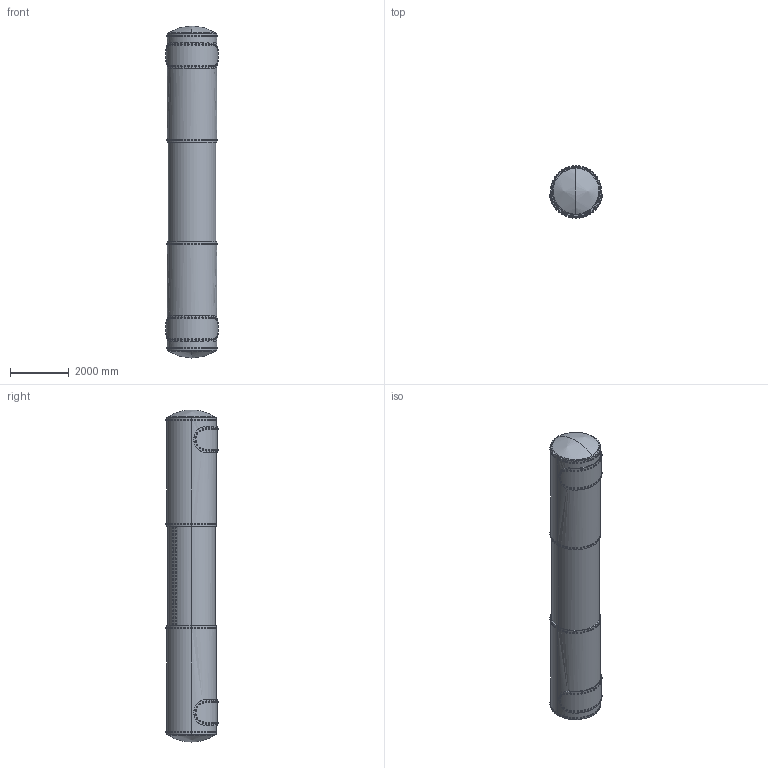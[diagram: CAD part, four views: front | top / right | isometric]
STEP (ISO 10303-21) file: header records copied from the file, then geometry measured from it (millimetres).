
FILE_DESCRIPTION(('FreeCAD Model'),'2;1');
FILE_NAME('Open CASCADE Shape Model','2025-05-03T09:22:39',('FreeCAD'),( 'FreeCAD'),'Open CASCADE STEP processor 7.6','FreeCAD','Unknown');
FILE_SCHEMA(('AUTOMOTIVE_DESIGN { 1 0 10303 214 1 1 1 1 }'));
Products named in the file (1): Open CASCADE STEP translator 7.6 1
Bounding box: 1787.22 x 1768.57 x 11275.33 mm (x, y, z)
Volume: 2559899470.8 mm3; surface area: 140760529.5 mm2
Topology: 449 solids, 449 shells, 3940 faces, 9116 edges, 6078 vertices
Faces by surface type: bspline 3940
Entity records: 522416 total; most frequent: CARTESIAN_POINT 468953, ORIENTED_EDGE 18232, EDGE_CURVE 9116, B_SPLINE_CURVE_WITH_KNOTS 7242, VERTEX_POINT 6078, FACE_BOUND 3950, EDGE_LOOP 3950, ADVANCED_FACE 3940
